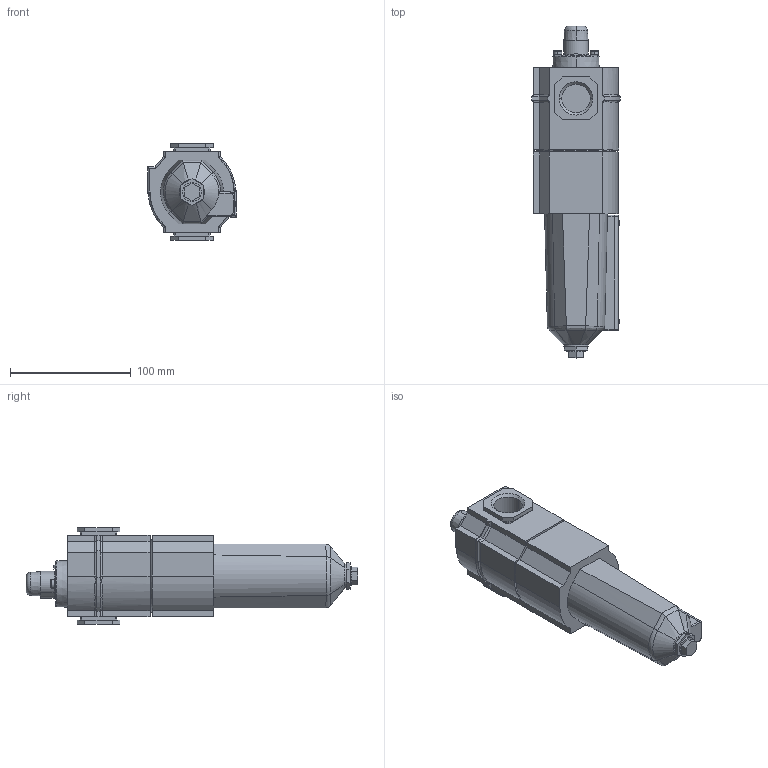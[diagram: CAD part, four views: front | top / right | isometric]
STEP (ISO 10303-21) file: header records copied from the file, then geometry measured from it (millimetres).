
FILE_DESCRIPTION (( 'STEP AP214' ), '1' );
FILE_NAME ('Norgren-F74H-6AD-AD0.step', '2019-03-03T02:15:36', ( '' ), ( '' ), 'SwSTEP 2.0', 'SolidWorks 2019', '' );
FILE_SCHEMA (( 'AUTOMOTIVE_DESIGN' ));
Length unit declared in the file: millimetre
Products named in the file (6): Norgren-F74H-6AD-AD0; Norgren-F74H-6AD-AD0_F74_5797-50; Norgren-F74H-6AD-AD0_F74_ss_31_HA; Norgren-F74H-6AD-AD0_F74_ss_36; Norgren-F74H-6AD-AD0_F74_ss_05; Norgren-F74H-6AD-AD0_F74_ss_47_3-4
Assembly tree (5 placements, depth 2):
  Norgren-F74H-6AD-AD0
    Norgren-F74H-6AD-AD0_F74_ss_47_3-4
    Norgren-F74H-6AD-AD0_F74_ss_31_HA
    Norgren-F74H-6AD-AD0_F74_ss_36
    Norgren-F74H-6AD-AD0_F74_ss_05
    Norgren-F74H-6AD-AD0_F74_5797-50
Bounding box: 73.5 x 274.45 x 80 mm (x, y, z)
Volume: 739191.5 mm3; surface area: 83481.5 mm2
Topology: 6 solids, 6 shells, 298 faces, 728 edges, 460 vertices
Faces by surface type: plane 163, cylinder 58, bspline 48, torus 17, cone 12
Entity records: 13028 total; most frequent: CARTESIAN_POINT 4174, ORIENTED_EDGE 1456, DIRECTION 1266, EDGE_CURVE 728, VERTEX_POINT 460, LINE 452, VECTOR 452, AXIS2_PLACEMENT_3D 407
